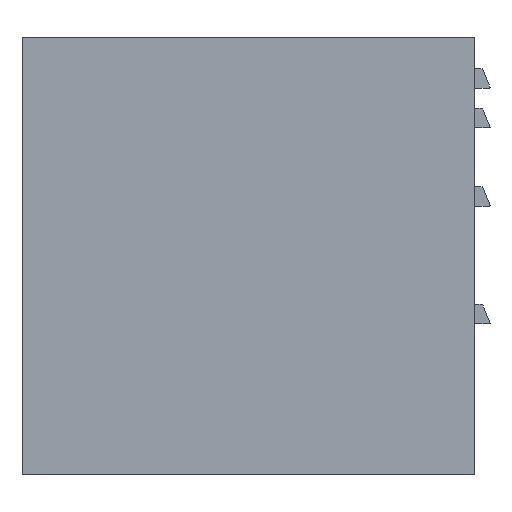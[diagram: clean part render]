
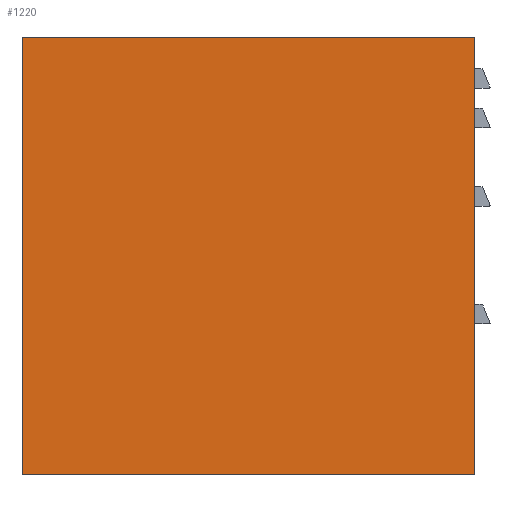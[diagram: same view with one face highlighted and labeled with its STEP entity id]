
A CAD part, left-side view. The second image highlights one B-rep face of the part: STEP entity #1220.
In plain terms, the highlighted planar face has unit normal (-1, 0, 0).
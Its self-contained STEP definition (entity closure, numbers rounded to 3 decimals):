
#140=FACE_OUTER_BOUND('',#205,.T.);
#205=EDGE_LOOP('',(#911,#912,#913,#914));
#293=LINE('',#1790,#425);
#323=LINE('',#1850,#455);
#325=LINE('',#1854,#457);
#326=LINE('',#1855,#458);
#425=VECTOR('',#1447,1.);
#455=VECTOR('',#1491,1.);
#457=VECTOR('',#1495,1.);
#458=VECTOR('',#1496,1.);
#553=VERTEX_POINT('',#1788);
#554=VERTEX_POINT('',#1789);
#577=VERTEX_POINT('',#1849);
#578=VERTEX_POINT('',#1853);
#673=EDGE_CURVE('',#553,#554,#293,.T.);
#703=EDGE_CURVE('',#553,#577,#323,.T.);
#705=EDGE_CURVE('',#578,#554,#325,.T.);
#706=EDGE_CURVE('',#577,#578,#326,.T.);
#911=ORIENTED_EDGE('',*,*,#703,.F.);
#912=ORIENTED_EDGE('',*,*,#673,.T.);
#913=ORIENTED_EDGE('',*,*,#705,.F.);
#914=ORIENTED_EDGE('',*,*,#706,.F.);
#1172=PLANE('',#1310);
#1220=ADVANCED_FACE('',(#140),#1172,.T.);
#1310=AXIS2_PLACEMENT_3D('',#1852,#1493,#1494);
#1447=DIRECTION('',(0.,-1.,0.));
#1491=DIRECTION('',(0.,0.,1.));
#1493=DIRECTION('center_axis',(-1.,0.,0.));
#1494=DIRECTION('ref_axis',(0.,0.,-1.));
#1495=DIRECTION('',(0.,0.,-1.));
#1496=DIRECTION('',(0.,-1.,0.));
#1788=CARTESIAN_POINT('',(-250.,290.,0.));
#1789=CARTESIAN_POINT('',(-250.,-290.,0.));
#1790=CARTESIAN_POINT('',(-250.,290.,0.));
#1849=CARTESIAN_POINT('',(-250.,290.,560.));
#1850=CARTESIAN_POINT('',(-250.,290.,120.));
#1852=CARTESIAN_POINT('Origin',(-250.,290.,0.));
#1853=CARTESIAN_POINT('',(-250.,-290.,560.));
#1854=CARTESIAN_POINT('',(-250.,-290.,360.));
#1855=CARTESIAN_POINT('',(-250.,290.,560.));
